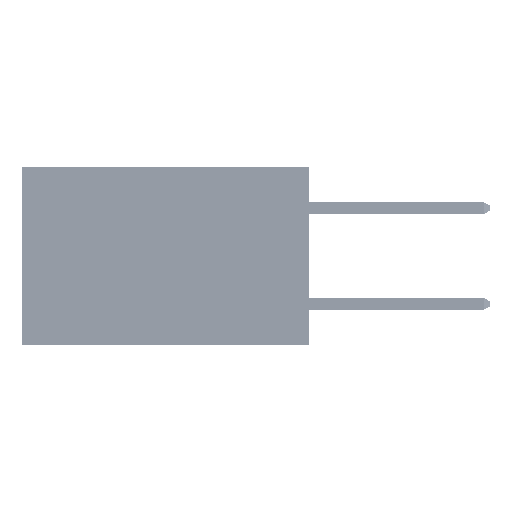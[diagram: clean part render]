
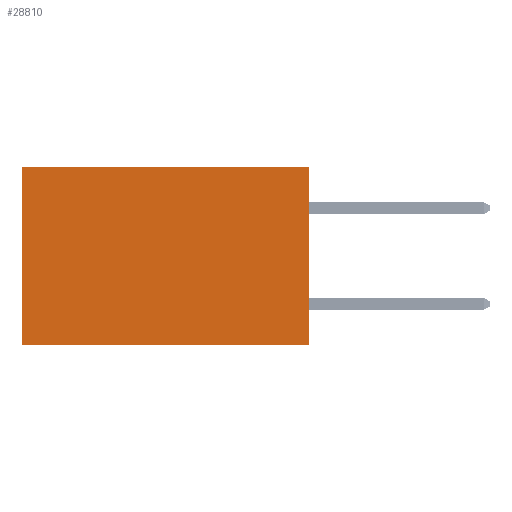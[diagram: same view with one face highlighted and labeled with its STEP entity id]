
A CAD part, left-side view. The second image highlights one B-rep face of the part: STEP entity #28810.
In plain terms, the highlighted planar face has unit normal (-1, 0, 0).
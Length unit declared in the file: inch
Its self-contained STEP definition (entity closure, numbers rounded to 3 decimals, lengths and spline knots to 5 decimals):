
#868 = ORIENTED_EDGE ( 'NONE', *, *, #39619, .T. ) ;
#4807 = VECTOR ( 'NONE', #16027, 39.37008 ) ;
#5143 = CARTESIAN_POINT ( 'NONE',  ( 0.2875, 0., 0. ) ) ;
#7161 = DIRECTION ( 'NONE',  ( 0., 1., 0. ) ) ;
#7666 = EDGE_CURVE ( 'NONE', #20623, #16934, #34933, .T. ) ;
#8522 = ORIENTED_EDGE ( 'NONE', *, *, #7666, .F. ) ;
#10187 = VECTOR ( 'NONE', #35292, 39.37008 ) ;
#11435 = ORIENTED_EDGE ( 'NONE', *, *, #37386, .T. ) ;
#14646 = LINE ( 'NONE', #37863, #4807 ) ;
#15800 = AXIS2_PLACEMENT_3D ( 'NONE', #5143, #30295, #41635 ) ;
#16027 = DIRECTION ( 'NONE',  ( 0., 1., 0. ) ) ;
#16896 = CARTESIAN_POINT ( 'NONE',  ( 0.2875, 0.6, -0.37 ) ) ;
#16934 = VERTEX_POINT ( 'NONE', #39097 ) ;
#17022 = EDGE_LOOP ( 'NONE', ( #868, #47132, #8522, #11435 ) ) ;
#18440 = CARTESIAN_POINT ( 'NONE',  ( 0.2875, 0., -0.37 ) ) ;
#18681 = VECTOR ( 'NONE', #7161, 39.37008 ) ;
#18803 = VERTEX_POINT ( 'NONE', #16896 ) ;
#20623 = VERTEX_POINT ( 'NONE', #32116 ) ;
#21437 = FACE_OUTER_BOUND ( 'NONE', #17022, .T. ) ;
#26876 = PLANE ( 'NONE',  #15800 ) ;
#27361 = CARTESIAN_POINT ( 'NONE',  ( 0.2875, 0.6, 0. ) ) ;
#28810 = ADVANCED_FACE ( 'NONE', ( #21437 ), #26876, .F. ) ;
#30295 = DIRECTION ( 'NONE',  ( 1., 0., 0. ) ) ;
#30877 = EDGE_CURVE ( 'NONE', #16934, #18803, #42794, .T. ) ;
#32116 = CARTESIAN_POINT ( 'NONE',  ( 0.2875, 0., 0. ) ) ;
#34933 = LINE ( 'NONE', #46042, #10187 ) ;
#35292 = DIRECTION ( 'NONE',  ( 0., 0., -1. ) ) ;
#37386 = EDGE_CURVE ( 'NONE', #20623, #42018, #14646, .T. ) ;
#37863 = CARTESIAN_POINT ( 'NONE',  ( 0.2875, 0., 0. ) ) ;
#39097 = CARTESIAN_POINT ( 'NONE',  ( 0.2875, 0., -0.37 ) ) ;
#39619 = EDGE_CURVE ( 'NONE', #42018, #18803, #40794, .T. ) ;
#40794 = LINE ( 'NONE', #27361, #47137 ) ;
#41635 = DIRECTION ( 'NONE',  ( 0., 0., -1. ) ) ;
#42018 = VERTEX_POINT ( 'NONE', #43861 ) ;
#42794 = LINE ( 'NONE', #18440, #18681 ) ;
#43861 = CARTESIAN_POINT ( 'NONE',  ( 0.2875, 0.6, 0. ) ) ;
#45662 = DIRECTION ( 'NONE',  ( 0., 0., -1. ) ) ;
#46042 = CARTESIAN_POINT ( 'NONE',  ( 0.2875, 0., 0. ) ) ;
#47132 = ORIENTED_EDGE ( 'NONE', *, *, #30877, .F. ) ;
#47137 = VECTOR ( 'NONE', #45662, 39.37008 ) ;
